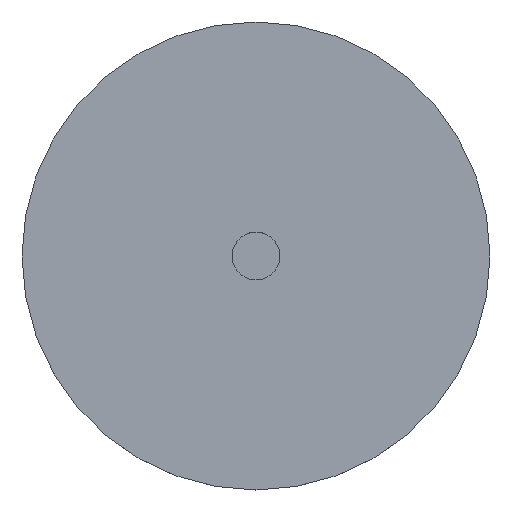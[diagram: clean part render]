
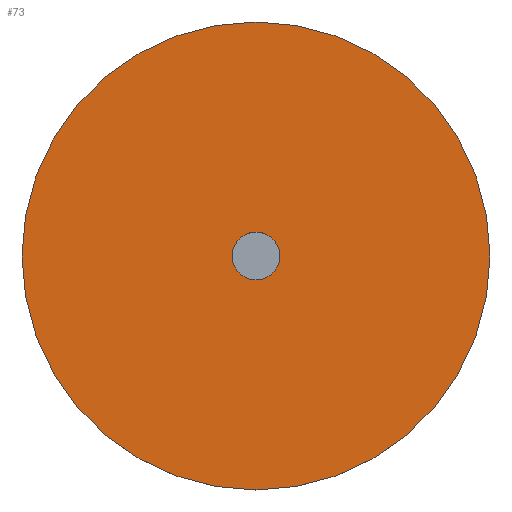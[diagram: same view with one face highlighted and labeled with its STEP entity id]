
A CAD part, top view. The second image highlights one B-rep face of the part: STEP entity #73.
In plain terms, the highlighted planar face has unit normal (0, 0, 1).
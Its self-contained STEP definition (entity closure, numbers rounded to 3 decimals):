
#17=FACE_BOUND('',#27,.T.);
#18=PLANE('',#95);
#21=FACE_OUTER_BOUND('',#26,.T.);
#26=EDGE_LOOP('',(#59));
#27=EDGE_LOOP('',(#60));
#35=CIRCLE('',#92,19.53);
#38=CIRCLE('',#96,2.);
#40=VERTEX_POINT('',#124);
#43=VERTEX_POINT('',#132);
#46=EDGE_CURVE('',#40,#40,#35,.T.);
#50=EDGE_CURVE('',#43,#43,#38,.T.);
#59=ORIENTED_EDGE('',*,*,#46,.T.);
#60=ORIENTED_EDGE('',*,*,#50,.T.);
#73=ADVANCED_FACE('',(#21,#17),#18,.T.);
#92=AXIS2_PLACEMENT_3D('',#125,#104,#105);
#95=AXIS2_PLACEMENT_3D('',#131,#111,#112);
#96=AXIS2_PLACEMENT_3D('',#133,#113,#114);
#104=DIRECTION('center_axis',(0.,0.,1.));
#105=DIRECTION('ref_axis',(1.,0.,0.));
#111=DIRECTION('center_axis',(0.,0.,1.));
#112=DIRECTION('ref_axis',(1.,0.,0.));
#113=DIRECTION('center_axis',(0.,0.,-1.));
#114=DIRECTION('ref_axis',(1.,0.,0.));
#124=CARTESIAN_POINT('',(-19.53,0.,175.8));
#125=CARTESIAN_POINT('Origin',(0.,0.,175.8));
#131=CARTESIAN_POINT('Origin',(0.,0.,175.8));
#132=CARTESIAN_POINT('',(-2.,0.,175.8));
#133=CARTESIAN_POINT('Origin',(0.,0.,175.8));
